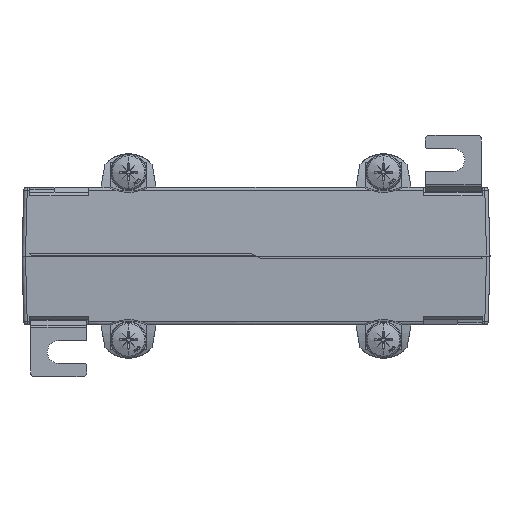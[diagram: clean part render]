
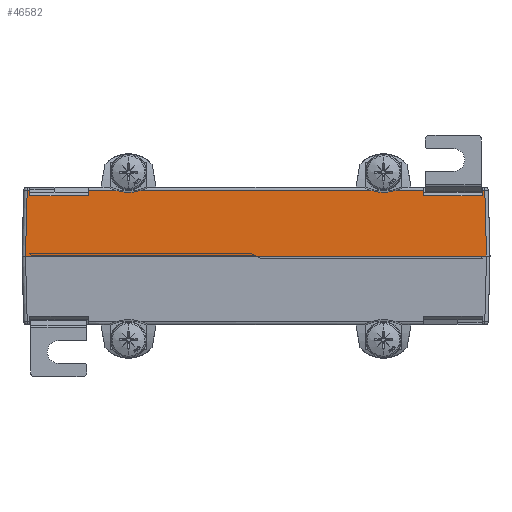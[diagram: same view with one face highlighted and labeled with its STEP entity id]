
A CAD part, front view. The second image highlights one B-rep face of the part: STEP entity #46582.
In plain terms, the highlighted planar face has unit normal (0, -1, 0.026).
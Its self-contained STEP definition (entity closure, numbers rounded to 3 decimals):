
#3831=CARTESIAN_POINT('',(64.751,-74.508,18.776));
#3841=DIRECTION('',(-0.017,-0.026,-1.));
#3842=VECTOR('',#3841,1.527);
#3843=CARTESIAN_POINT('',(64.751,-74.508,18.776));
#3844=LINE('',#3843,#3842);
#3857=DIRECTION('',(1.,0.,0.));
#3858=VECTOR('',#3857,132.001);
#3859=CARTESIAN_POINT('',(-66.,-75.,0.));
#3860=LINE('',#3859,#3858);
#3861=DIRECTION('',(-0.026,-0.026,-0.999));
#3862=VECTOR('',#3861,18.789);
#3863=CARTESIAN_POINT('',(-65.509,-74.508,
18.776));
#3864=LINE('',#3863,#3862);
#3865=DIRECTION('',(1.,0.,0.));
#3866=VECTOR('',#3865,0.757);
#3867=CARTESIAN_POINT('',(-65.509,-74.508,
18.776));
#3868=LINE('',#3867,#3866);
#3869=DIRECTION('',(-1.,0.,0.));
#3870=VECTOR('',#3869,16.649);
#3871=CARTESIAN_POINT('',(-48.075,-74.548,
17.25));
#3872=LINE('',#3871,#3870);
#3873=DIRECTION('',(1.,0.,0.));
#3874=VECTOR('',#3873,7.951);
#3875=CARTESIAN_POINT('',(-48.049,-74.508,
18.776));
#3876=LINE('',#3875,#3874);
#3877=CARTESIAN_POINT('',(-32.902,-74.508,
18.776));
#3878=CARTESIAN_POINT('',(-33.501,-74.513,
18.586));
#3879=CARTESIAN_POINT('',(-34.701,-74.521,
18.31));
#3880=CARTESIAN_POINT('',(-36.5,-74.524,18.175));
#3881=CARTESIAN_POINT('',(-38.299,-74.521,
18.31));
#3882=CARTESIAN_POINT('',(-39.499,-74.513,
18.586));
#3883=CARTESIAN_POINT('',(-40.098,-74.508,
18.776));
#3885=DIRECTION('',(1.,0.,0.));
#3886=VECTOR('',#3885,65.804);
#3887=CARTESIAN_POINT('',(-32.902,-74.508,
18.776));
#3888=LINE('',#3887,#3886);
#3889=CARTESIAN_POINT('',(32.902,-74.508,18.776));
#3890=CARTESIAN_POINT('',(33.501,-74.513,18.586));
#3891=CARTESIAN_POINT('',(34.701,-74.521,18.31));
#3892=CARTESIAN_POINT('',(36.5,-74.524,18.175));
#3893=CARTESIAN_POINT('',(38.299,-74.521,18.31));
#3894=CARTESIAN_POINT('',(39.499,-74.513,18.586));
#3895=CARTESIAN_POINT('',(40.098,-74.508,18.776));
#3897=DIRECTION('',(1.,0.,0.));
#3898=VECTOR('',#3897,7.951);
#3899=CARTESIAN_POINT('',(40.098,-74.508,18.776));
#3900=LINE('',#3899,#3898);
#3901=DIRECTION('',(-1.,0.,0.));
#3902=VECTOR('',#3901,16.649);
#3903=CARTESIAN_POINT('',(64.725,-74.548,17.25));
#3904=LINE('',#3903,#3902);
#3905=DIRECTION('',(1.,0.,0.));
#3906=VECTOR('',#3905,0.757);
#3907=CARTESIAN_POINT('',(64.751,-74.508,18.776));
#3908=LINE('',#3907,#3906);
#3909=DIRECTION('',(0.026,-0.026,-0.999));
#3910=VECTOR('',#3909,18.789);
#3911=CARTESIAN_POINT('',(65.509,-74.508,18.776));
#3912=LINE('',#3911,#3910);
#6107=DIRECTION('',(-0.017,0.026,1.));
#6108=VECTOR('',#6107,1.527);
#6109=CARTESIAN_POINT('',(-64.725,-74.548,
17.25));
#6110=LINE('',#6109,#6108);
#6215=DIRECTION('',(-0.017,-0.026,-1.));
#6216=VECTOR('',#6215,1.527);
#6217=CARTESIAN_POINT('',(-48.049,-74.508,
18.776));
#6218=LINE('',#6217,#6216);
#8031=DIRECTION('',(-0.017,0.026,1.));
#8032=VECTOR('',#8031,1.527);
#8033=CARTESIAN_POINT('',(48.075,-74.548,17.25));
#8034=LINE('',#8033,#8032);
#38621=VERTEX_POINT('',#3831);
#38625=CARTESIAN_POINT('',(65.509,-74.508,
18.776));
#38626=VERTEX_POINT('',#38625);
#38627=CARTESIAN_POINT('',(-32.902,-74.508,
18.776));
#38628=CARTESIAN_POINT('',(32.902,-74.508,
18.776));
#38629=VERTEX_POINT('',#38627);
#38630=VERTEX_POINT('',#38628);
#38665=CARTESIAN_POINT('',(-48.049,-74.508,
18.776));
#38666=CARTESIAN_POINT('',(-40.098,-74.508,
18.776));
#38667=VERTEX_POINT('',#38665);
#38668=VERTEX_POINT('',#38666);
#38674=CARTESIAN_POINT('',(-65.509,-74.508,
18.776));
#38675=VERTEX_POINT('',#38674);
#39376=CARTESIAN_POINT('',(-48.075,-74.548,
17.25));
#39377=CARTESIAN_POINT('',(-64.725,-74.548,
17.25));
#39378=VERTEX_POINT('',#39376);
#39379=VERTEX_POINT('',#39377);
#39384=CARTESIAN_POINT('',(64.725,-74.548,
17.25));
#39385=CARTESIAN_POINT('',(48.075,-74.548,
17.25));
#39386=VERTEX_POINT('',#39384);
#39387=VERTEX_POINT('',#39385);
#39388=CARTESIAN_POINT('',(48.049,-74.508,
18.776));
#39389=VERTEX_POINT('',#39388);
#39390=CARTESIAN_POINT('',(-64.751,-74.508,
18.776));
#39391=VERTEX_POINT('',#39390);
#39496=CARTESIAN_POINT('',(40.098,-74.508,
18.776));
#39497=VERTEX_POINT('',#39496);
#42849=CARTESIAN_POINT('',(-66.,-75.,0.));
#42850=CARTESIAN_POINT('',(66.,-75.,0.));
#42851=VERTEX_POINT('',#42849);
#42852=VERTEX_POINT('',#42850);
#46545=CARTESIAN_POINT('',(-68.21,-75.,0.));
#46546=DIRECTION('',(0.,-1.,0.026));
#46547=DIRECTION('',(-1.,0.,0.));
#46548=AXIS2_PLACEMENT_3D('',#46545,#46546,#46547);
#46549=PLANE('',#46548);
#46551=ORIENTED_EDGE('',*,*,#46550,.F.);
#46553=ORIENTED_EDGE('',*,*,#46552,.F.);
#46555=ORIENTED_EDGE('',*,*,#46554,.T.);
#46557=ORIENTED_EDGE('',*,*,#46556,.F.);
#46559=ORIENTED_EDGE('',*,*,#46558,.F.);
#46561=ORIENTED_EDGE('',*,*,#46560,.F.);
#46563=ORIENTED_EDGE('',*,*,#46562,.T.);
#46565=ORIENTED_EDGE('',*,*,#46564,.F.);
#46567=ORIENTED_EDGE('',*,*,#46566,.T.);
#46569=ORIENTED_EDGE('',*,*,#46568,.T.);
#46571=ORIENTED_EDGE('',*,*,#46570,.T.);
#46573=ORIENTED_EDGE('',*,*,#46572,.F.);
#46575=ORIENTED_EDGE('',*,*,#46574,.F.);
#46576=ORIENTED_EDGE('',*,*,#46523,.F.);
#46577=ORIENTED_EDGE('',*,*,#46512,.T.);
#46579=ORIENTED_EDGE('',*,*,#46578,.T.);
#46580=EDGE_LOOP('',(#46551,#46553,#46555,#46557,#46559,#46561,#46563,#46565,
#46567,#46569,#46571,#46573,#46575,#46576,#46577,#46579));
#46581=FACE_OUTER_BOUND('',#46580,.F.);
#3884=B_SPLINE_CURVE_WITH_KNOTS('',3,(#3877,#3878,#3879,#3880,#3881,#3882,
#3883),.UNSPECIFIED.,.F.,.F.,(4,1,1,1,4),(0.,0.25,0.5,0.75,1.),
.UNSPECIFIED.);
#3896=B_SPLINE_CURVE_WITH_KNOTS('',3,(#3889,#3890,#3891,#3892,#3893,#3894,
#3895),.UNSPECIFIED.,.F.,.F.,(4,1,1,1,4),(0.,0.25,0.5,0.75,1.),
.UNSPECIFIED.);
#46512=EDGE_CURVE('',#38621,#38626,#3908,.T.);
#46523=EDGE_CURVE('',#38621,#39386,#3844,.T.);
#46550=EDGE_CURVE('',#42851,#42852,#3860,.T.);
#46552=EDGE_CURVE('',#38675,#42851,#3864,.T.);
#46554=EDGE_CURVE('',#38675,#39391,#3868,.T.);
#46556=EDGE_CURVE('',#39379,#39391,#6110,.T.);
#46558=EDGE_CURVE('',#39378,#39379,#3872,.T.);
#46560=EDGE_CURVE('',#38667,#39378,#6218,.T.);
#46562=EDGE_CURVE('',#38667,#38668,#3876,.T.);
#46564=EDGE_CURVE('',#38629,#38668,#3884,.T.);
#46566=EDGE_CURVE('',#38629,#38630,#3888,.T.);
#46568=EDGE_CURVE('',#38630,#39497,#3896,.T.);
#46570=EDGE_CURVE('',#39497,#39389,#3900,.T.);
#46572=EDGE_CURVE('',#39387,#39389,#8034,.T.);
#46574=EDGE_CURVE('',#39386,#39387,#3904,.T.);
#46578=EDGE_CURVE('',#38626,#42852,#3912,.T.);
#46582=ADVANCED_FACE('',(#46581),#46549,.T.);
